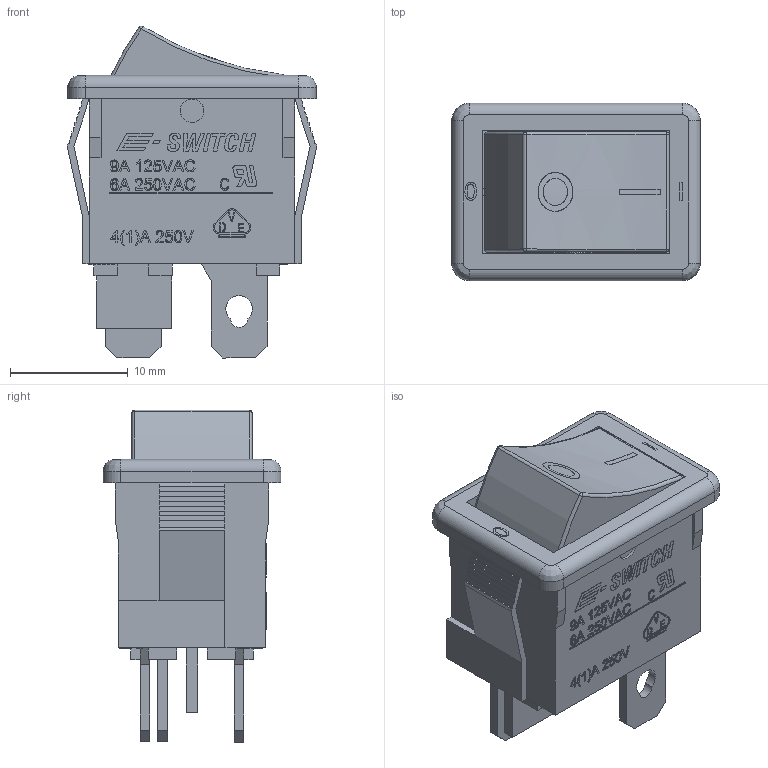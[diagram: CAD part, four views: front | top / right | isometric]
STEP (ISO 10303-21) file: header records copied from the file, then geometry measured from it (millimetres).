
FILE_DESCRIPTION((''),'2;1');
FILE_NAME('R1973AxxxGILFFx.stp','2018-03-16T14:41:23',('mroman'),(''),'Autodesk Inventor 2012','Autodesk Inventor 2012','');
FILE_SCHEMA(('CONFIG_CONTROL_DESIGN'));
Length unit declared in the file: inch
Products named in the file (1): R1973AxxxGILFFx
Bounding box: 21.2 x 15.1 x 28.2 mm (x, y, z)
Volume: 2108.4 mm3; surface area: 4673 mm2
Topology: 1 solids, 1 shells, 912 faces, 2520 edges, 1660 vertices
Faces by surface type: plane 583, bspline 274, cylinder 45, torus 6, sphere 4
Full cylindrical faces by diameter (mm): 2 x4
Entity records: 33063 total; most frequent: CARTESIAN_POINT 10553, ORIENTED_EDGE 5024, DIRECTION 3366, EDGE_CURVE 2512, VECTOR 1856, LINE 1856, VERTEX_POINT 1656, EDGE_LOOP 1008
